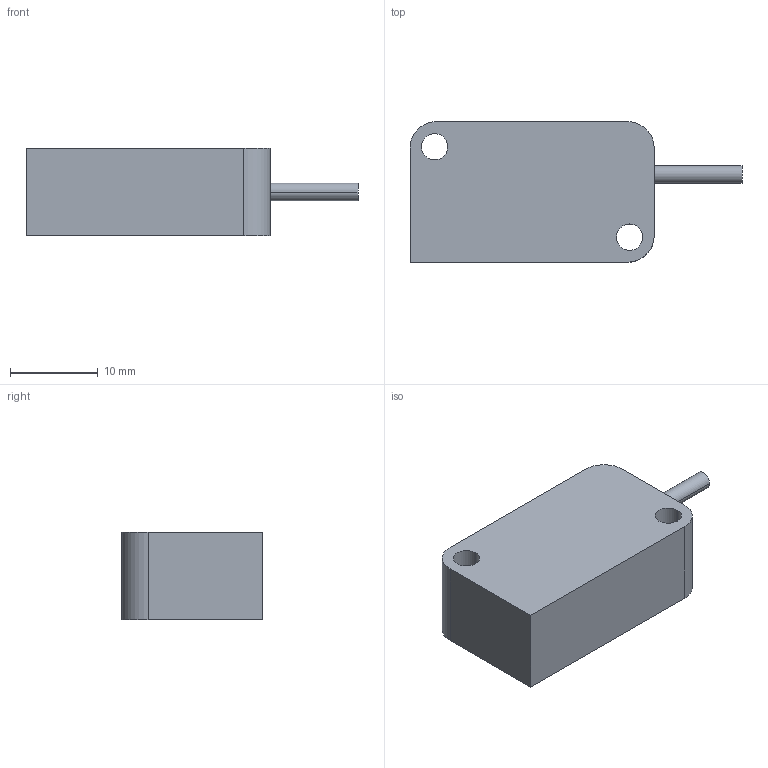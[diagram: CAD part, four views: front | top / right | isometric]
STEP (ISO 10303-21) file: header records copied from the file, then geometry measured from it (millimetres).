
FILE_DESCRIPTION((''),'2;1');
FILE_NAME('PRT0001','2012-02-07T',('dhelisch'),(''),'PRO/ENGINEER BY PARAMETRIC TECHNOLOGY CORPORATION, 2007250','PRO/ENGINEER BY PARAMETRIC TECHNOLOGY CORPORATION, 2007250','');
FILE_SCHEMA(('CONFIG_CONTROL_DESIGN'));
Length unit declared in the file: millimetre
Products named in the file (1): PRT0001
Bounding box: 37.8 x 16 x 10 mm (x, y, z)
Volume: 4280.1 mm3; surface area: 1938.4 mm2
Topology: 1 solids, 1 shells, 16 faces, 93 edges, 86 vertices
Faces by surface type: cylinder 9, plane 7
Entity records: 1348 total; most frequent: DIRECTION 161, CARTESIAN_POINT 136, PRESENTATION_STYLE_ASSIGNMENT 110, STYLED_ITEM 107, CURVE_STYLE 100, ORIENTED_EDGE 78, COLOUR_RGB 74, VECTOR 59
